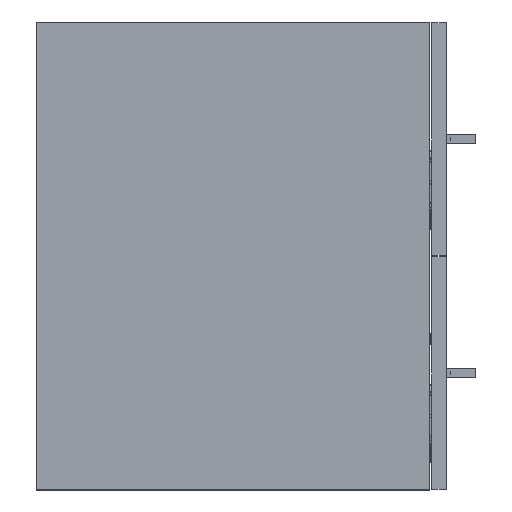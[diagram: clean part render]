
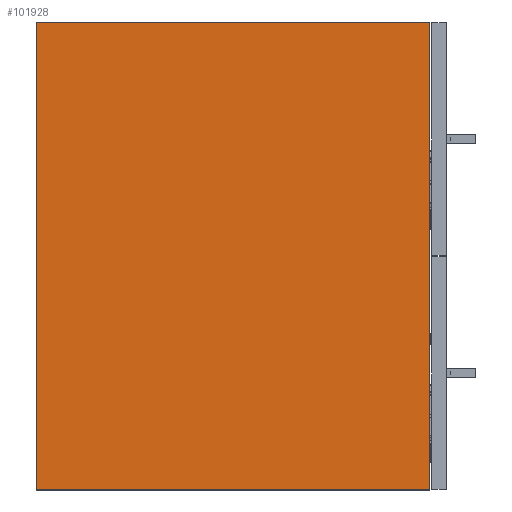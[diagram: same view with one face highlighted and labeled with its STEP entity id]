
A CAD part, left-side view. The second image highlights one B-rep face of the part: STEP entity #101928.
In plain terms, the highlighted planar face has unit normal (-1, 0, 0).
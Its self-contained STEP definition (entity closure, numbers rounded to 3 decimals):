
#7112=FACE_OUTER_BOUND('',#12622,.T.);
#12622=EDGE_LOOP('',(#67233,#67234,#67235,#67236));
#18815=LINE('',#145299,#29939);
#18819=LINE('',#145308,#29943);
#18821=LINE('',#145311,#29945);
#18823=LINE('',#145314,#29947);
#29939=VECTOR('',#116531,432.);
#29943=VECTOR('',#116537,432.);
#29945=VECTOR('',#116541,514.);
#29947=VECTOR('',#116545,514.);
#41023=VERTEX_POINT('',#145296);
#41024=VERTEX_POINT('',#145298);
#41027=VERTEX_POINT('',#145305);
#41028=VERTEX_POINT('',#145307);
#51543=EDGE_CURVE('',#41023,#41024,#18815,.T.);
#51547=EDGE_CURVE('',#41027,#41028,#18819,.T.);
#51549=EDGE_CURVE('',#41024,#41027,#18821,.T.);
#51551=EDGE_CURVE('',#41023,#41028,#18823,.T.);
#67233=ORIENTED_EDGE('',*,*,#51551,.T.);
#67234=ORIENTED_EDGE('',*,*,#51547,.F.);
#67235=ORIENTED_EDGE('',*,*,#51549,.F.);
#67236=ORIENTED_EDGE('',*,*,#51543,.F.);
#98196=PLANE('',#107538);
#101928=ADVANCED_FACE('',(#7112),#98196,.F.);
#107538=AXIS2_PLACEMENT_3D('',#145313,#116543,#116544);
#116531=DIRECTION('',(0.,-1.,0.));
#116537=DIRECTION('',(0.,1.,0.));
#116541=DIRECTION('',(0.,0.,-1.));
#116543=DIRECTION('center_axis',(1.,0.,0.));
#116544=DIRECTION('ref_axis',(0.,0.,-1.));
#116545=DIRECTION('',(0.,0.,-1.));
#145296=CARTESIAN_POINT('',(0.,432.,514.));
#145298=CARTESIAN_POINT('',(0.,0.,514.));
#145299=CARTESIAN_POINT('',(0.,216.,514.));
#145305=CARTESIAN_POINT('',(0.,0.,0.));
#145307=CARTESIAN_POINT('',(0.,432.,0.));
#145308=CARTESIAN_POINT('',(0.,216.,0.));
#145311=CARTESIAN_POINT('',(0.,0.,257.));
#145313=CARTESIAN_POINT('Origin',(0.,216.,257.));
#145314=CARTESIAN_POINT('',(0.,432.,257.));
